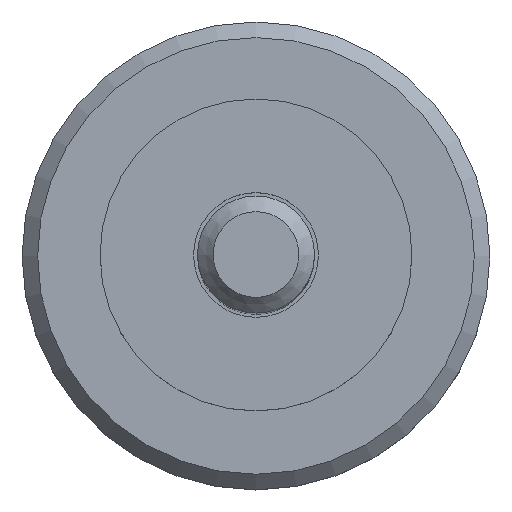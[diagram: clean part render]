
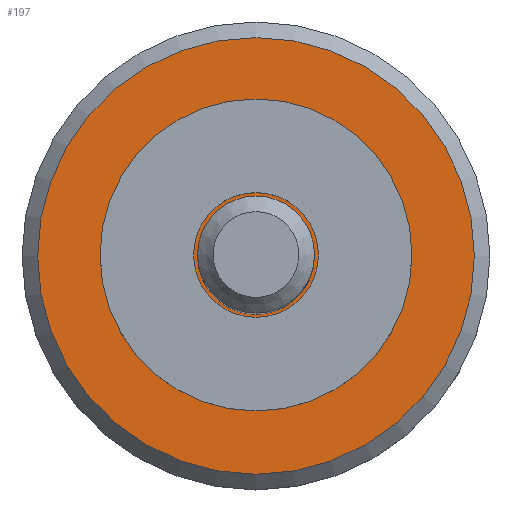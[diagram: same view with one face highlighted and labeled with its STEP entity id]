
A CAD part, top view. The second image highlights one B-rep face of the part: STEP entity #197.
In plain terms, the highlighted planar face has unit normal (0, 0, 1).
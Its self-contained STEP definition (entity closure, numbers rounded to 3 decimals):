
#68=FACE_OUTER_BOUND('',#84,.T.);
#84=EDGE_LOOP('',(#153));
#101=CIRCLE('',#257,5.6);
#112=VERTEX_POINT('',#368);
#127=EDGE_CURVE('',#112,#112,#101,.T.);
#153=ORIENTED_EDGE('',*,*,#127,.T.);
#187=PLANE('',#256);
#197=ADVANCED_FACE('',(#68),#187,.F.);
#256=AXIS2_PLACEMENT_3D('',#367,#300,#301);
#257=AXIS2_PLACEMENT_3D('',#369,#302,#303);
#300=DIRECTION('center_axis',(0.,0.,
-1.));
#301=DIRECTION('ref_axis',(0.,1.,0.));
#302=DIRECTION('center_axis',(0.,0.,
1.));
#303=DIRECTION('ref_axis',(-1.,0.,0.));
#367=CARTESIAN_POINT('Origin',(8.5,106.247,2.5));
#368=CARTESIAN_POINT('',(5.6,0.,2.5));
#369=CARTESIAN_POINT('Origin',(0.,0.,
2.5));
